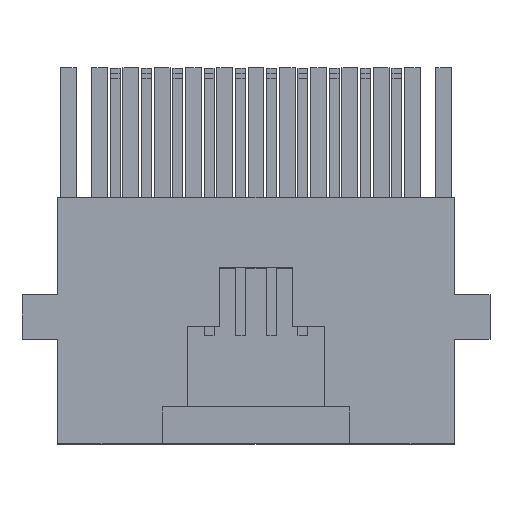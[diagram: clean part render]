
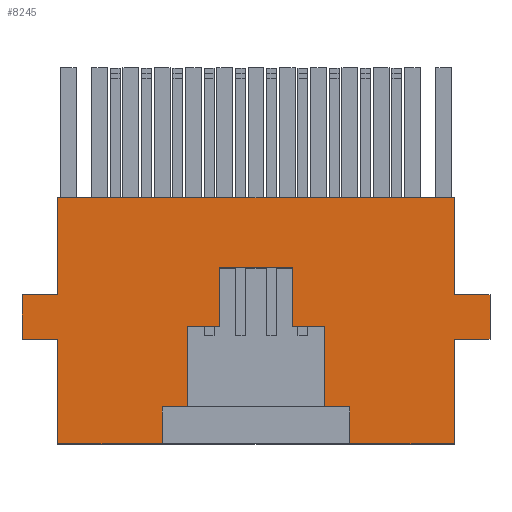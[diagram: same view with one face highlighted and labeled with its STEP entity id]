
A CAD part, top view. The second image highlights one B-rep face of the part: STEP entity #8245.
In plain terms, the highlighted face is planar.
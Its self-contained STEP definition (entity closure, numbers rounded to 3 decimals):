
#8069 = VERTEX_POINT('',#8070);
#8070 = CARTESIAN_POINT('',(-9.5,3.6,3.95));
#8076 = EDGE_CURVE('',#8069,#8077,#8079,.T.);
#8077 = VERTEX_POINT('',#8078);
#8078 = CARTESIAN_POINT('',(-9.5,3.6,5.75));
#8079 = LINE('',#8080,#8081);
#8080 = CARTESIAN_POINT('',(-9.5,3.6,0.));
#8081 = VECTOR('',#8082,1.);
#8082 = DIRECTION('',(0.,0.,1.));
#8196 = VERTEX_POINT('',#8197);
#8197 = CARTESIAN_POINT('',(-8.05,3.6,5.75));
#8203 = EDGE_CURVE('',#8077,#8196,#8204,.T.);
#8204 = LINE('',#8205,#8206);
#8205 = CARTESIAN_POINT('',(-9.525,3.6,5.75));
#8206 = VECTOR('',#8207,1.);
#8207 = DIRECTION('',(1.,0.,0.));
#8245 = ADVANCED_FACE('',(#8246),#8424,.T.);
#8246 = FACE_BOUND('',#8247,.T.);
#8247 = EDGE_LOOP('',(#8248,#8258,#8266,#8274,#8282,#8290,#8296,#8297,
    #8298,#8306,#8314,#8322,#8330,#8338,#8346,#8354,#8362,#8370,#8378,
    #8386,#8394,#8402,#8410,#8418));
#8248 = ORIENTED_EDGE('',*,*,#8249,.F.);
#8249 = EDGE_CURVE('',#8250,#8252,#8254,.T.);
#8250 = VERTEX_POINT('',#8251);
#8251 = CARTESIAN_POINT('',(9.5,3.6,3.95));
#8252 = VERTEX_POINT('',#8253);
#8253 = CARTESIAN_POINT('',(9.5,3.6,5.75));
#8254 = LINE('',#8255,#8256);
#8255 = CARTESIAN_POINT('',(9.5,3.6,0.));
#8256 = VECTOR('',#8257,1.);
#8257 = DIRECTION('',(0.,0.,1.));
#8258 = ORIENTED_EDGE('',*,*,#8259,.F.);
#8259 = EDGE_CURVE('',#8260,#8250,#8262,.T.);
#8260 = VERTEX_POINT('',#8261);
#8261 = CARTESIAN_POINT('',(8.05,3.6,3.95));
#8262 = LINE('',#8263,#8264);
#8263 = CARTESIAN_POINT('',(-0.725,3.6,3.95));
#8264 = VECTOR('',#8265,1.);
#8265 = DIRECTION('',(1.,0.,0.));
#8266 = ORIENTED_EDGE('',*,*,#8267,.T.);
#8267 = EDGE_CURVE('',#8260,#8268,#8270,.T.);
#8268 = VERTEX_POINT('',#8269);
#8269 = CARTESIAN_POINT('',(8.05,3.6,0.));
#8270 = LINE('',#8271,#8272);
#8271 = CARTESIAN_POINT('',(8.05,3.6,-0.025));
#8272 = VECTOR('',#8273,1.);
#8273 = DIRECTION('',(0.,0.,-1.));
#8274 = ORIENTED_EDGE('',*,*,#8275,.F.);
#8275 = EDGE_CURVE('',#8276,#8268,#8278,.T.);
#8276 = VERTEX_POINT('',#8277);
#8277 = CARTESIAN_POINT('',(-8.05,3.6,0.));
#8278 = LINE('',#8279,#8280);
#8279 = CARTESIAN_POINT('',(-9.5,3.6,0.));
#8280 = VECTOR('',#8281,1.);
#8281 = DIRECTION('',(1.,0.,0.));
#8282 = ORIENTED_EDGE('',*,*,#8283,.F.);
#8283 = EDGE_CURVE('',#8284,#8276,#8286,.T.);
#8284 = VERTEX_POINT('',#8285);
#8285 = CARTESIAN_POINT('',(-8.05,3.6,3.95));
#8286 = LINE('',#8287,#8288);
#8287 = CARTESIAN_POINT('',(-8.05,3.6,-0.025));
#8288 = VECTOR('',#8289,1.);
#8289 = DIRECTION('',(0.,0.,-1.));
#8290 = ORIENTED_EDGE('',*,*,#8291,.F.);
#8291 = EDGE_CURVE('',#8069,#8284,#8292,.T.);
#8292 = LINE('',#8293,#8294);
#8293 = CARTESIAN_POINT('',(-9.525,3.6,3.95));
#8294 = VECTOR('',#8295,1.);
#8295 = DIRECTION('',(1.,0.,0.));
#8296 = ORIENTED_EDGE('',*,*,#8076,.T.);
#8297 = ORIENTED_EDGE('',*,*,#8203,.T.);
#8298 = ORIENTED_EDGE('',*,*,#8299,.F.);
#8299 = EDGE_CURVE('',#8300,#8196,#8302,.T.);
#8300 = VERTEX_POINT('',#8301);
#8301 = CARTESIAN_POINT('',(-8.05,3.6,10.));
#8302 = LINE('',#8303,#8304);
#8303 = CARTESIAN_POINT('',(-8.05,3.6,2.875));
#8304 = VECTOR('',#8305,1.);
#8305 = DIRECTION('',(0.,0.,-1.));
#8306 = ORIENTED_EDGE('',*,*,#8307,.T.);
#8307 = EDGE_CURVE('',#8300,#8308,#8310,.T.);
#8308 = VERTEX_POINT('',#8309);
#8309 = CARTESIAN_POINT('',(-3.8,3.6,10.));
#8310 = LINE('',#8311,#8312);
#8311 = CARTESIAN_POINT('',(-9.5,3.6,10.));
#8312 = VECTOR('',#8313,1.);
#8313 = DIRECTION('',(1.,0.,0.));
#8314 = ORIENTED_EDGE('',*,*,#8315,.F.);
#8315 = EDGE_CURVE('',#8316,#8308,#8318,.T.);
#8316 = VERTEX_POINT('',#8317);
#8317 = CARTESIAN_POINT('',(-3.8,3.6,8.5));
#8318 = LINE('',#8319,#8320);
#8319 = CARTESIAN_POINT('',(-3.8,3.6,8.5));
#8320 = VECTOR('',#8321,1.);
#8321 = DIRECTION('',(0.,0.,1.));
#8322 = ORIENTED_EDGE('',*,*,#8323,.T.);
#8323 = EDGE_CURVE('',#8316,#8324,#8326,.T.);
#8324 = VERTEX_POINT('',#8325);
#8325 = CARTESIAN_POINT('',(-2.8,3.6,8.5));
#8326 = LINE('',#8327,#8328);
#8327 = CARTESIAN_POINT('',(-3.8,3.6,8.5));
#8328 = VECTOR('',#8329,1.);
#8329 = DIRECTION('',(1.,0.,0.));
#8330 = ORIENTED_EDGE('',*,*,#8331,.T.);
#8331 = EDGE_CURVE('',#8324,#8332,#8334,.T.);
#8332 = VERTEX_POINT('',#8333);
#8333 = CARTESIAN_POINT('',(-2.8,3.6,5.25));
#8334 = LINE('',#8335,#8336);
#8335 = CARTESIAN_POINT('',(-2.8,3.6,2.625));
#8336 = VECTOR('',#8337,1.);
#8337 = DIRECTION('',(0.,0.,-1.));
#8338 = ORIENTED_EDGE('',*,*,#8339,.T.);
#8339 = EDGE_CURVE('',#8332,#8340,#8342,.T.);
#8340 = VERTEX_POINT('',#8341);
#8341 = CARTESIAN_POINT('',(-1.5,3.6,5.25));
#8342 = LINE('',#8343,#8344);
#8343 = CARTESIAN_POINT('',(-6.15,3.6,5.25));
#8344 = VECTOR('',#8345,1.);
#8345 = DIRECTION('',(1.,0.,0.));
#8346 = ORIENTED_EDGE('',*,*,#8347,.T.);
#8347 = EDGE_CURVE('',#8340,#8348,#8350,.T.);
#8348 = VERTEX_POINT('',#8349);
#8349 = CARTESIAN_POINT('',(-1.5,3.6,2.85));
#8350 = LINE('',#8351,#8352);
#8351 = CARTESIAN_POINT('',(-1.5,3.6,1.425));
#8352 = VECTOR('',#8353,1.);
#8353 = DIRECTION('',(0.,0.,-1.));
#8354 = ORIENTED_EDGE('',*,*,#8355,.F.);
#8355 = EDGE_CURVE('',#8356,#8348,#8358,.T.);
#8356 = VERTEX_POINT('',#8357);
#8357 = CARTESIAN_POINT('',(1.5,3.6,2.85));
#8358 = LINE('',#8359,#8360);
#8359 = CARTESIAN_POINT('',(-4.75,3.6,2.85));
#8360 = VECTOR('',#8361,1.);
#8361 = DIRECTION('',(-1.,0.,0.));
#8362 = ORIENTED_EDGE('',*,*,#8363,.F.);
#8363 = EDGE_CURVE('',#8364,#8356,#8366,.T.);
#8364 = VERTEX_POINT('',#8365);
#8365 = CARTESIAN_POINT('',(1.5,3.6,5.25));
#8366 = LINE('',#8367,#8368);
#8367 = CARTESIAN_POINT('',(1.5,3.6,1.425));
#8368 = VECTOR('',#8369,1.);
#8369 = DIRECTION('',(0.,0.,-1.));
#8370 = ORIENTED_EDGE('',*,*,#8371,.T.);
#8371 = EDGE_CURVE('',#8364,#8372,#8374,.T.);
#8372 = VERTEX_POINT('',#8373);
#8373 = CARTESIAN_POINT('',(2.8,3.6,5.25));
#8374 = LINE('',#8375,#8376);
#8375 = CARTESIAN_POINT('',(-6.15,3.6,5.25));
#8376 = VECTOR('',#8377,1.);
#8377 = DIRECTION('',(1.,0.,0.));
#8378 = ORIENTED_EDGE('',*,*,#8379,.F.);
#8379 = EDGE_CURVE('',#8380,#8372,#8382,.T.);
#8380 = VERTEX_POINT('',#8381);
#8381 = CARTESIAN_POINT('',(2.8,3.6,8.5));
#8382 = LINE('',#8383,#8384);
#8383 = CARTESIAN_POINT('',(2.8,3.6,2.625));
#8384 = VECTOR('',#8385,1.);
#8385 = DIRECTION('',(0.,0.,-1.));
#8386 = ORIENTED_EDGE('',*,*,#8387,.T.);
#8387 = EDGE_CURVE('',#8380,#8388,#8390,.T.);
#8388 = VERTEX_POINT('',#8389);
#8389 = CARTESIAN_POINT('',(3.8,3.6,8.5));
#8390 = LINE('',#8391,#8392);
#8391 = CARTESIAN_POINT('',(-3.8,3.6,8.5));
#8392 = VECTOR('',#8393,1.);
#8393 = DIRECTION('',(1.,0.,0.));
#8394 = ORIENTED_EDGE('',*,*,#8395,.T.);
#8395 = EDGE_CURVE('',#8388,#8396,#8398,.T.);
#8396 = VERTEX_POINT('',#8397);
#8397 = CARTESIAN_POINT('',(3.8,3.6,10.));
#8398 = LINE('',#8399,#8400);
#8399 = CARTESIAN_POINT('',(3.8,3.6,8.5));
#8400 = VECTOR('',#8401,1.);
#8401 = DIRECTION('',(0.,0.,1.));
#8402 = ORIENTED_EDGE('',*,*,#8403,.T.);
#8403 = EDGE_CURVE('',#8396,#8404,#8406,.T.);
#8404 = VERTEX_POINT('',#8405);
#8405 = CARTESIAN_POINT('',(8.05,3.6,10.));
#8406 = LINE('',#8407,#8408);
#8407 = CARTESIAN_POINT('',(-9.5,3.6,10.));
#8408 = VECTOR('',#8409,1.);
#8409 = DIRECTION('',(1.,0.,0.));
#8410 = ORIENTED_EDGE('',*,*,#8411,.T.);
#8411 = EDGE_CURVE('',#8404,#8412,#8414,.T.);
#8412 = VERTEX_POINT('',#8413);
#8413 = CARTESIAN_POINT('',(8.05,3.6,5.75));
#8414 = LINE('',#8415,#8416);
#8415 = CARTESIAN_POINT('',(8.05,3.6,2.875));
#8416 = VECTOR('',#8417,1.);
#8417 = DIRECTION('',(0.,0.,-1.));
#8418 = ORIENTED_EDGE('',*,*,#8419,.T.);
#8419 = EDGE_CURVE('',#8412,#8252,#8420,.T.);
#8420 = LINE('',#8421,#8422);
#8421 = CARTESIAN_POINT('',(-0.725,3.6,5.75));
#8422 = VECTOR('',#8423,1.);
#8423 = DIRECTION('',(1.,0.,0.));
#8424 = PLANE('',#8425);
#8425 = AXIS2_PLACEMENT_3D('',#8426,#8427,#8428);
#8426 = CARTESIAN_POINT('',(-9.5,3.6,0.));
#8427 = DIRECTION('',(0.,1.,0.));
#8428 = DIRECTION('',(0.,0.,1.));
